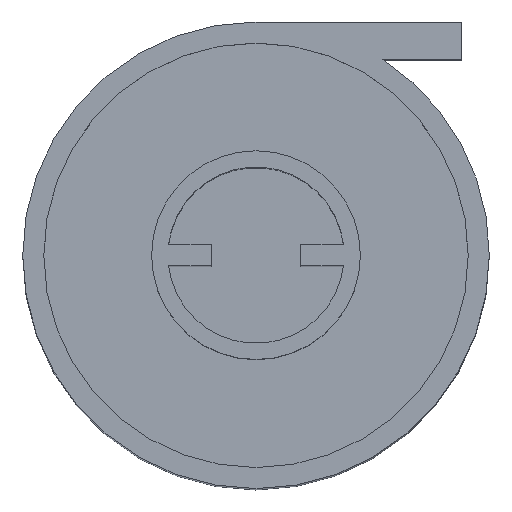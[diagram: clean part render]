
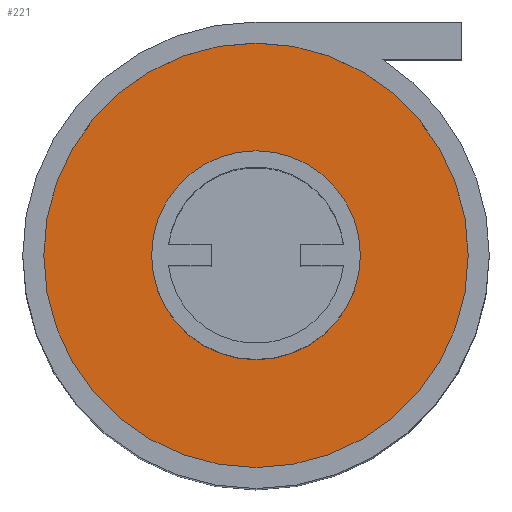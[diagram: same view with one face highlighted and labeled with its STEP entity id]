
A CAD part, top view. The second image highlights one B-rep face of the part: STEP entity #221.
In plain terms, the highlighted planar face has unit normal (0, 0, 1).
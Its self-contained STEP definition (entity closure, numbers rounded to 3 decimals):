
#8 = EDGE_CURVE ( 'NONE', #258, #655, #113, .T. ) ;
#52 = EDGE_CURVE ( 'NONE', #778, #927, #363, .T. ) ;
#60 = ORIENTED_EDGE ( 'NONE', *, *, #490, .F. ) ;
#69 = CARTESIAN_POINT ( 'NONE',  ( 5.625, 0., 40.7 ) ) ;
#109 = ORIENTED_EDGE ( 'NONE', *, *, #52, .T. ) ;
#113 = CIRCLE ( 'NONE', #639, 5.625 ) ;
#147 = CARTESIAN_POINT ( 'NONE',  ( -5.625, 0., 40.7 ) ) ;
#221 = ADVANCED_FACE ( 'NONE', ( #557, #437 ), #941, .T. ) ;
#256 = DIRECTION ( 'NONE',  ( 1., 0., 0. ) ) ;
#258 = VERTEX_POINT ( 'NONE', #147 ) ;
#290 = AXIS2_PLACEMENT_3D ( 'NONE', #548, #1032, #950 ) ;
#346 = AXIS2_PLACEMENT_3D ( 'NONE', #575, #648, #817 ) ;
#352 = CARTESIAN_POINT ( 'NONE',  ( 0., 0., 40.7 ) ) ;
#363 = CIRCLE ( 'NONE', #863, 11.44 ) ;
#424 = EDGE_LOOP ( 'NONE', ( #109, #473 ) ) ;
#437 = FACE_OUTER_BOUND ( 'NONE', #424, .T. ) ;
#473 = ORIENTED_EDGE ( 'NONE', *, *, #1027, .T. ) ;
#483 = AXIS2_PLACEMENT_3D ( 'NONE', #352, #682, #1008 ) ;
#490 = EDGE_CURVE ( 'NONE', #655, #258, #640, .T. ) ;
#505 = EDGE_LOOP ( 'NONE', ( #821, #60 ) ) ;
#546 = DIRECTION ( 'NONE',  ( 1., 0., 0. ) ) ;
#548 = CARTESIAN_POINT ( 'NONE',  ( 0., 0., 40.7 ) ) ;
#557 = FACE_BOUND ( 'NONE', #505, .T. ) ;
#575 = CARTESIAN_POINT ( 'NONE',  ( 0., 0., 40.7 ) ) ;
#639 = AXIS2_PLACEMENT_3D ( 'NONE', #957, #897, #546 ) ;
#640 = CIRCLE ( 'NONE', #290, 5.625 ) ;
#648 = DIRECTION ( 'NONE',  ( 0., 0., 1. ) ) ;
#655 = VERTEX_POINT ( 'NONE', #69 ) ;
#678 = CIRCLE ( 'NONE', #346, 11.44 ) ;
#682 = DIRECTION ( 'NONE',  ( 0., 0., 1. ) ) ;
#758 = DIRECTION ( 'NONE',  ( 0., 0., 1. ) ) ;
#778 = VERTEX_POINT ( 'NONE', #931 ) ;
#817 = DIRECTION ( 'NONE',  ( 1., 0., 0. ) ) ;
#821 = ORIENTED_EDGE ( 'NONE', *, *, #8, .F. ) ;
#863 = AXIS2_PLACEMENT_3D ( 'NONE', #913, #758, #256 ) ;
#897 = DIRECTION ( 'NONE',  ( 0., 0., 1. ) ) ;
#913 = CARTESIAN_POINT ( 'NONE',  ( 0., 0., 40.7 ) ) ;
#927 = VERTEX_POINT ( 'NONE', #946 ) ;
#931 = CARTESIAN_POINT ( 'NONE',  ( 11.44, 0., 40.7 ) ) ;
#941 = PLANE ( 'NONE',  #483 ) ;
#946 = CARTESIAN_POINT ( 'NONE',  ( -11.44, 0., 40.7 ) ) ;
#950 = DIRECTION ( 'NONE',  ( 1., 0., 0. ) ) ;
#957 = CARTESIAN_POINT ( 'NONE',  ( 0., 0., 40.7 ) ) ;
#1008 = DIRECTION ( 'NONE',  ( 1., 0., 0. ) ) ;
#1027 = EDGE_CURVE ( 'NONE', #927, #778, #678, .T. ) ;
#1032 = DIRECTION ( 'NONE',  ( 0., 0., 1. ) ) ;
